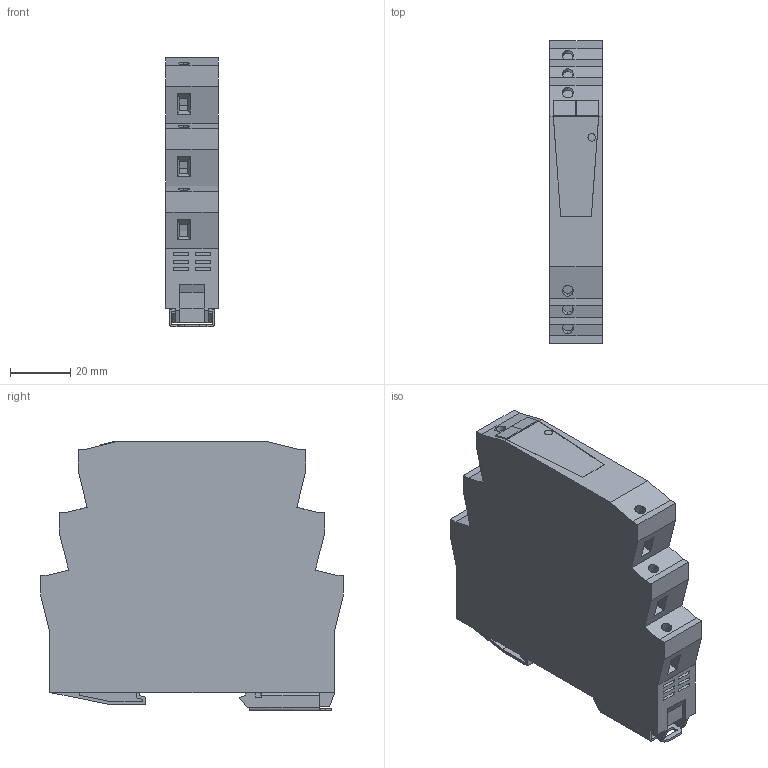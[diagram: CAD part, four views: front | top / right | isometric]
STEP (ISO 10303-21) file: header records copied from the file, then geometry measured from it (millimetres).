
FILE_DESCRIPTION(('CATIA V5R24 STEP','CAx-IF Rec.Pracs.--- Model Styling and Organization---1.2---2011-12-15'),'2;1');
FILE_NAME ('13117927_2', '2018-06-13T11:28:20+00:00', ('Weidmueller Interface'), ('Weidmueller'), 'CATIA Version 5-6 Release 2014 SP4', 'CATIA V5 STEP AP214', 'none');
FILE_SCHEMA(('AUTOMOTIVE_DESIGN { 1 0 10303 214 1 1 1 1 }'));
Length unit declared in the file: millimetre
Products named in the file (1): 7760054297
Bounding box: 17.5 x 100 x 89.29 mm (x, y, z)
Volume: 127384.2 mm3; surface area: 26007.7 mm2
Topology: 6 solids, 6 shells, 404 faces, 1105 edges, 745 vertices
Faces by surface type: plane 354, cylinder 42, extrusion 8
Entity records: 12538 total; most frequent: CARTESIAN_POINT 2442, ORIENTED_EDGE 2210, DIRECTION 1574, EDGE_CURVE 1105, VECTOR 995, LINE 987, VERTEX_POINT 745, EDGE_LOOP 440
